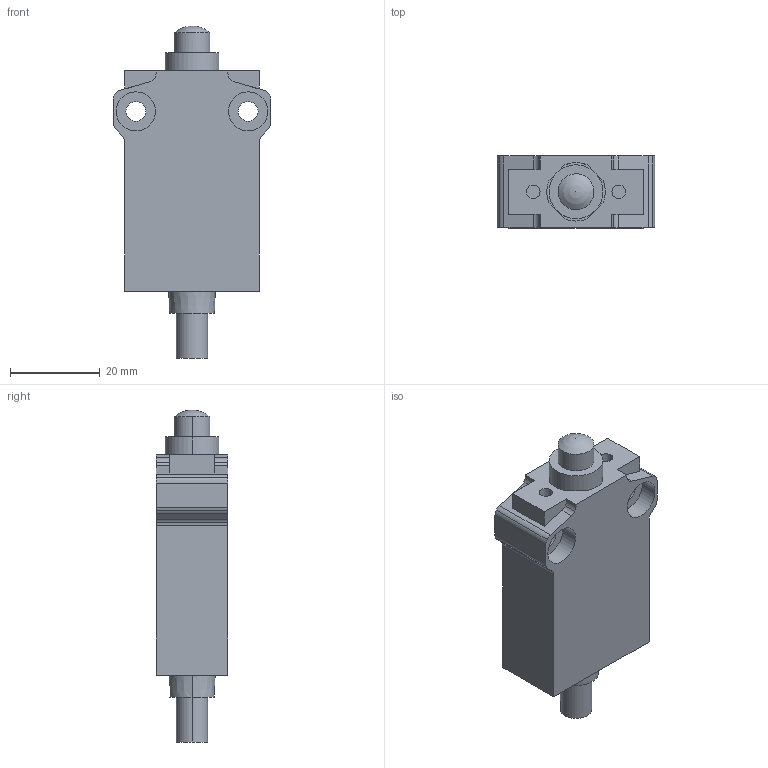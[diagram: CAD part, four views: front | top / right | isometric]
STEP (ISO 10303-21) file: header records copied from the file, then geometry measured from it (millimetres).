
FILE_DESCRIPTION (( 'STEP AP214' ), '1' );
FILE_NAME ('AEP2G11Z11-1.step', '2019-09-05T21:10:45', ( '' ), ( '' ), 'SwSTEP 2.0', 'SolidWorks 2018', '' );
FILE_SCHEMA (( 'AUTOMOTIVE_DESIGN' ));
Length unit declared in the file: inch
Products named in the file (1): AEP2G11Z11-1
Bounding box: 35 x 16 x 73.9 mm (x, y, z)
Volume: 23523.8 mm3; surface area: 7486.3 mm2
Topology: 3 solids, 3 shells, 93 faces, 236 edges, 157 vertices
Faces by surface type: cylinder 52, plane 38, cone 2, sphere 1
Entity records: 4119 total; most frequent: DIRECTION 530, CARTESIAN_POINT 484, ORIENTED_EDGE 468, EDGE_CURVE 234, AXIS2_PLACEMENT_3D 202, VERTEX_POINT 156, LINE 126, VECTOR 126
